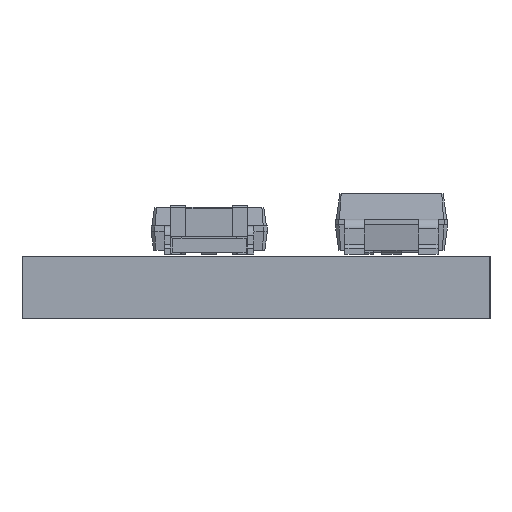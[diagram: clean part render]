
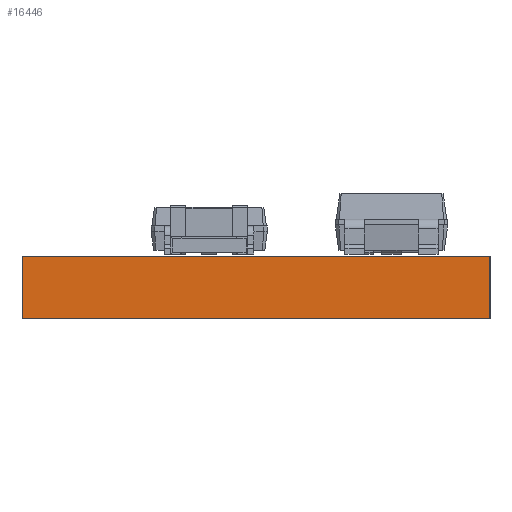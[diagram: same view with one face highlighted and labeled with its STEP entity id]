
A CAD part, left-side view. The second image highlights one B-rep face of the part: STEP entity #16446.
In plain terms, the highlighted planar face has unit normal (-1, 0, 0).
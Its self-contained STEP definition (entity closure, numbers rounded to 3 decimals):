
#16265 = PLANE('',#16266);
#16266 = AXIS2_PLACEMENT_3D('',#16267,#16268,#16269);
#16267 = CARTESIAN_POINT('',(167.513,-86.106,0.));
#16268 = DIRECTION('',(0.,-1.,0.));
#16269 = DIRECTION('',(-1.,0.,0.));
#16290 = VERTEX_POINT('',#16291);
#16291 = CARTESIAN_POINT('',(154.051,-86.106,1.6));
#16305 = PLANE('',#16306);
#16306 = AXIS2_PLACEMENT_3D('',#16307,#16308,#16309);
#16307 = CARTESIAN_POINT('',(160.782,-80.074,1.6));
#16308 = DIRECTION('',(-0.,-0.,-1.));
#16309 = DIRECTION('',(-1.,0.,0.));
#16317 = EDGE_CURVE('',#16318,#16290,#16320,.T.);
#16318 = VERTEX_POINT('',#16319);
#16319 = CARTESIAN_POINT('',(154.051,-86.106,0.));
#16320 = SURFACE_CURVE('',#16321,(#16325,#16332),.PCURVE_S1.);
#16321 = LINE('',#16322,#16323);
#16322 = CARTESIAN_POINT('',(154.051,-86.106,0.));
#16323 = VECTOR('',#16324,1.);
#16324 = DIRECTION('',(0.,0.,1.));
#16325 = PCURVE('',#16265,#16326);
#16326 = DEFINITIONAL_REPRESENTATION('',(#16327),#16331);
#16327 = LINE('',#16328,#16329);
#16328 = CARTESIAN_POINT('',(13.462,0.));
#16329 = VECTOR('',#16330,1.);
#16330 = DIRECTION('',(0.,-1.));
#16331 = ( GEOMETRIC_REPRESENTATION_CONTEXT(2) 
PARAMETRIC_REPRESENTATION_CONTEXT() REPRESENTATION_CONTEXT('2D SPACE',''
  ) );
#16332 = PCURVE('',#16333,#16338);
#16333 = PLANE('',#16334);
#16334 = AXIS2_PLACEMENT_3D('',#16335,#16336,#16337);
#16335 = CARTESIAN_POINT('',(154.051,-86.106,0.));
#16336 = DIRECTION('',(-1.,0.,0.));
#16337 = DIRECTION('',(0.,1.,0.));
#16338 = DEFINITIONAL_REPRESENTATION('',(#16339),#16343);
#16339 = LINE('',#16340,#16341);
#16340 = CARTESIAN_POINT('',(0.,0.));
#16341 = VECTOR('',#16342,1.);
#16342 = DIRECTION('',(0.,-1.));
#16343 = ( GEOMETRIC_REPRESENTATION_CONTEXT(2) 
PARAMETRIC_REPRESENTATION_CONTEXT() REPRESENTATION_CONTEXT('2D SPACE',''
  ) );
#16359 = PLANE('',#16360);
#16360 = AXIS2_PLACEMENT_3D('',#16361,#16362,#16363);
#16361 = CARTESIAN_POINT('',(160.782,-80.074,0.));
#16362 = DIRECTION('',(-0.,-0.,-1.));
#16363 = DIRECTION('',(-1.,0.,0.));
#16392 = PLANE('',#16393);
#16393 = AXIS2_PLACEMENT_3D('',#16394,#16395,#16396);
#16394 = CARTESIAN_POINT('',(154.051,-74.041,0.));
#16395 = DIRECTION('',(0.,1.,0.));
#16396 = DIRECTION('',(1.,0.,0.));
#16446 = ADVANCED_FACE('',(#16447),#16333,.T.);
#16447 = FACE_BOUND('',#16448,.T.);
#16448 = EDGE_LOOP('',(#16449,#16450,#16473,#16496));
#16449 = ORIENTED_EDGE('',*,*,#16317,.T.);
#16450 = ORIENTED_EDGE('',*,*,#16451,.T.);
#16451 = EDGE_CURVE('',#16290,#16452,#16454,.T.);
#16452 = VERTEX_POINT('',#16453);
#16453 = CARTESIAN_POINT('',(154.051,-74.041,1.6));
#16454 = SURFACE_CURVE('',#16455,(#16459,#16466),.PCURVE_S1.);
#16455 = LINE('',#16456,#16457);
#16456 = CARTESIAN_POINT('',(154.051,-86.106,1.6));
#16457 = VECTOR('',#16458,1.);
#16458 = DIRECTION('',(0.,1.,0.));
#16459 = PCURVE('',#16333,#16460);
#16460 = DEFINITIONAL_REPRESENTATION('',(#16461),#16465);
#16461 = LINE('',#16462,#16463);
#16462 = CARTESIAN_POINT('',(0.,-1.6));
#16463 = VECTOR('',#16464,1.);
#16464 = DIRECTION('',(1.,0.));
#16465 = ( GEOMETRIC_REPRESENTATION_CONTEXT(2) 
PARAMETRIC_REPRESENTATION_CONTEXT() REPRESENTATION_CONTEXT('2D SPACE',''
  ) );
#16466 = PCURVE('',#16305,#16467);
#16467 = DEFINITIONAL_REPRESENTATION('',(#16468),#16472);
#16468 = LINE('',#16469,#16470);
#16469 = CARTESIAN_POINT('',(6.731,-6.033));
#16470 = VECTOR('',#16471,1.);
#16471 = DIRECTION('',(0.,1.));
#16472 = ( GEOMETRIC_REPRESENTATION_CONTEXT(2) 
PARAMETRIC_REPRESENTATION_CONTEXT() REPRESENTATION_CONTEXT('2D SPACE',''
  ) );
#16473 = ORIENTED_EDGE('',*,*,#16474,.F.);
#16474 = EDGE_CURVE('',#16475,#16452,#16477,.T.);
#16475 = VERTEX_POINT('',#16476);
#16476 = CARTESIAN_POINT('',(154.051,-74.041,0.));
#16477 = SURFACE_CURVE('',#16478,(#16482,#16489),.PCURVE_S1.);
#16478 = LINE('',#16479,#16480);
#16479 = CARTESIAN_POINT('',(154.051,-74.041,0.));
#16480 = VECTOR('',#16481,1.);
#16481 = DIRECTION('',(0.,0.,1.));
#16482 = PCURVE('',#16333,#16483);
#16483 = DEFINITIONAL_REPRESENTATION('',(#16484),#16488);
#16484 = LINE('',#16485,#16486);
#16485 = CARTESIAN_POINT('',(12.065,0.));
#16486 = VECTOR('',#16487,1.);
#16487 = DIRECTION('',(0.,-1.));
#16488 = ( GEOMETRIC_REPRESENTATION_CONTEXT(2) 
PARAMETRIC_REPRESENTATION_CONTEXT() REPRESENTATION_CONTEXT('2D SPACE',''
  ) );
#16489 = PCURVE('',#16392,#16490);
#16490 = DEFINITIONAL_REPRESENTATION('',(#16491),#16495);
#16491 = LINE('',#16492,#16493);
#16492 = CARTESIAN_POINT('',(0.,0.));
#16493 = VECTOR('',#16494,1.);
#16494 = DIRECTION('',(0.,-1.));
#16495 = ( GEOMETRIC_REPRESENTATION_CONTEXT(2) 
PARAMETRIC_REPRESENTATION_CONTEXT() REPRESENTATION_CONTEXT('2D SPACE',''
  ) );
#16496 = ORIENTED_EDGE('',*,*,#16497,.F.);
#16497 = EDGE_CURVE('',#16318,#16475,#16498,.T.);
#16498 = SURFACE_CURVE('',#16499,(#16503,#16510),.PCURVE_S1.);
#16499 = LINE('',#16500,#16501);
#16500 = CARTESIAN_POINT('',(154.051,-86.106,0.));
#16501 = VECTOR('',#16502,1.);
#16502 = DIRECTION('',(0.,1.,0.));
#16503 = PCURVE('',#16333,#16504);
#16504 = DEFINITIONAL_REPRESENTATION('',(#16505),#16509);
#16505 = LINE('',#16506,#16507);
#16506 = CARTESIAN_POINT('',(0.,0.));
#16507 = VECTOR('',#16508,1.);
#16508 = DIRECTION('',(1.,0.));
#16509 = ( GEOMETRIC_REPRESENTATION_CONTEXT(2) 
PARAMETRIC_REPRESENTATION_CONTEXT() REPRESENTATION_CONTEXT('2D SPACE',''
  ) );
#16510 = PCURVE('',#16359,#16511);
#16511 = DEFINITIONAL_REPRESENTATION('',(#16512),#16516);
#16512 = LINE('',#16513,#16514);
#16513 = CARTESIAN_POINT('',(6.731,-6.033));
#16514 = VECTOR('',#16515,1.);
#16515 = DIRECTION('',(0.,1.));
#16516 = ( GEOMETRIC_REPRESENTATION_CONTEXT(2) 
PARAMETRIC_REPRESENTATION_CONTEXT() REPRESENTATION_CONTEXT('2D SPACE',''
  ) );
